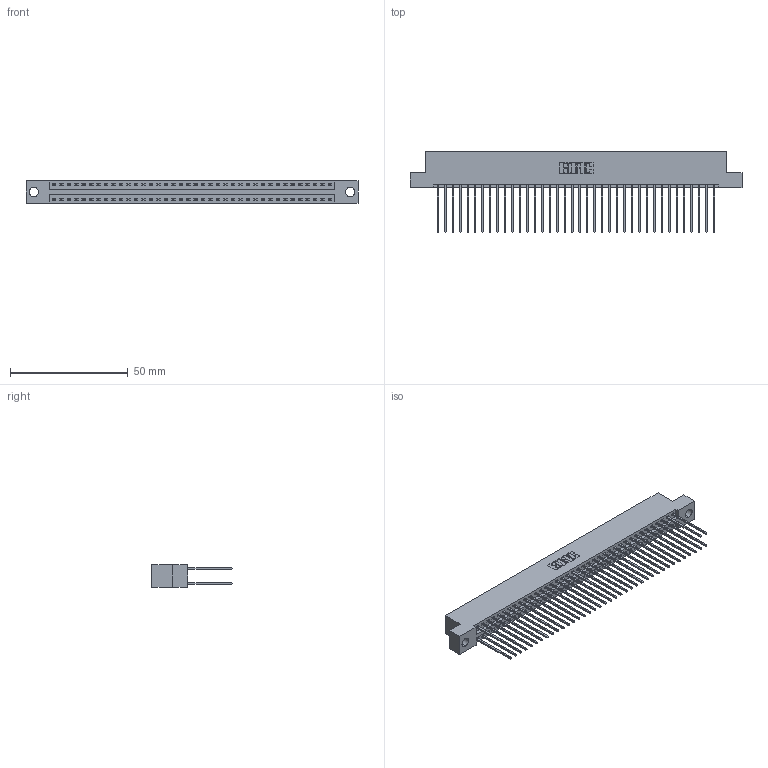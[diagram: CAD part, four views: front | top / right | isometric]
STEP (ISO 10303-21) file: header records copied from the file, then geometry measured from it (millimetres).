
FILE_DESCRIPTION (( 'STEP AP203' ), '1' );
FILE_NAME ('346-076-541-204.STEP', '2022-05-25T05:33:05', ( '' ), ( '' ), 'SwSTEP 2.0', 'SolidWorks 2020', '' );
FILE_SCHEMA (( 'CONFIG_CONTROL_DESIGN' ));
Length unit declared in the file: inch
Products named in the file (3): 345-292-001_345-293-141; 346-076-541-204; 346 Part_Flush Mounting Lugs - 0.156 Dia-TH
Assembly tree (77 placements, depth 2):
  346-076-541-204
    346 Part_Flush Mounting Lugs - 0.156 Dia-TH
    345-292-001_345-293-141  x76
Bounding box: 141.22 x 34.29 x 9.4 mm (x, y, z)
Volume: 14070.1 mm3; surface area: 21216.4 mm2
Topology: 77 solids, 77 shells, 4088 faces, 12145 edges, 7994 vertices
Faces by surface type: plane 2750, cylinder 1338
Entity records: 25775 total; most frequent: CARTESIAN_POINT 4258, ORIENTED_EDGE 4190, DIRECTION 3803, EDGE_CURVE 2095, VECTOR 1811, LINE 1811, VERTEX_POINT 1394, AXIS2_PLACEMENT_3D 996
